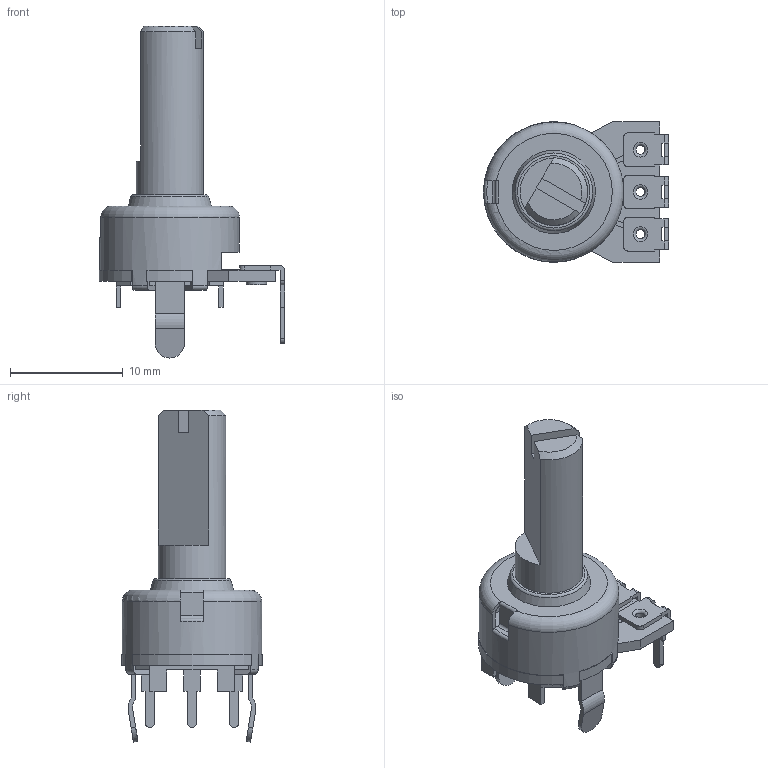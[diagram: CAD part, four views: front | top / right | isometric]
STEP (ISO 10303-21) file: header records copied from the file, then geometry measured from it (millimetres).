
FILE_DESCRIPTION(/* description */ (''),/* implementation_level */ '2;1');
FILE_NAME(/* name */ 'R1212N_D-Shaft .stp',/* time_stamp */ '2024-05-31T21:48:55+03:00',/* author */ ('crscnt'),/* organization */ (''),/* preprocessor_version */ 'ST-DEVELOPER v20',/* originating_system */ 'Autodesk Inventor 2025',/* authorisation */ '');
FILE_SCHEMA (('AUTOMOTIVE_DESIGN { 1 0 10303 214 3 1 1 }'));
Length unit declared in the file: millimetre
Products named in the file (1): R1212N
Bounding box: 16.45 x 12.5 x 29.5 mm (x, y, z)
Volume: 911.8 mm3; surface area: 1575 mm2
Topology: 1 solids, 1 shells, 320 faces, 966 edges, 633 vertices
Faces by surface type: plane 255, cylinder 51, torus 11, cone 3
Full cylindrical faces by diameter (mm): 0.8 x3, 1.25 x1, 1.8 x3, 6 x2, 11.6 x1, 12.4 x1
Entity records: 11118 total; most frequent: CARTESIAN_POINT 2066, ORIENTED_EDGE 1932, DIRECTION 1808, EDGE_CURVE 966, LINE 722, VECTOR 722, VERTEX_POINT 633, AXIS2_PLACEMENT_3D 543
